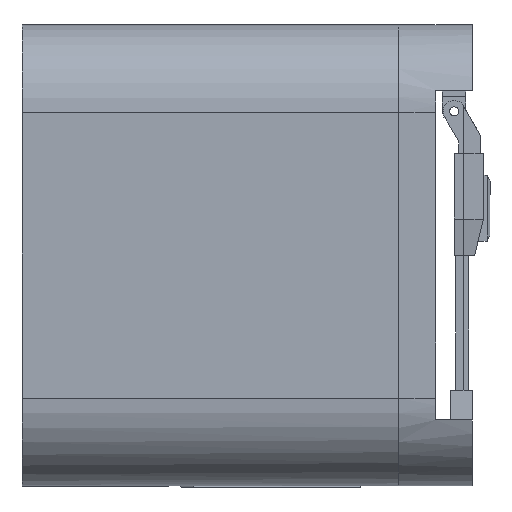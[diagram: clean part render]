
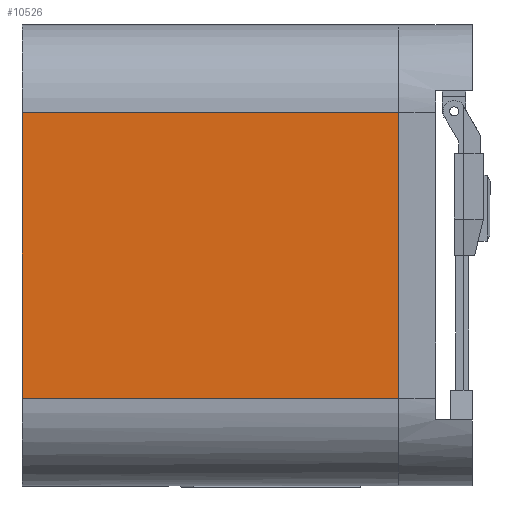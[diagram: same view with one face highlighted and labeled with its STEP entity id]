
A CAD part, left-side view. The second image highlights one B-rep face of the part: STEP entity #10526.
In plain terms, the highlighted planar face has unit normal (-1, 0, 0).
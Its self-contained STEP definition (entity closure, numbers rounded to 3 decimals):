
#576=PLANE('',#11229);
#1147=FACE_OUTER_BOUND('',#1723,.T.);
#1723=EDGE_LOOP('',(#8963,#8964,#8965,#8966));
#2762=LINE('',#16054,#3987);
#2795=LINE('',#16122,#4020);
#2796=LINE('',#16124,#4021);
#2797=LINE('',#16125,#4022);
#3987=VECTOR('',#13155,10.);
#4020=VECTOR('',#13222,10.);
#4021=VECTOR('',#13223,10.);
#4022=VECTOR('',#13224,10.);
#5147=VERTEX_POINT('',#16051);
#5148=VERTEX_POINT('',#16053);
#5166=VERTEX_POINT('',#16121);
#5167=VERTEX_POINT('',#16123);
#6479=EDGE_CURVE('',#5147,#5148,#2762,.T.);
#6516=EDGE_CURVE('',#5166,#5147,#2795,.T.);
#6517=EDGE_CURVE('',#5166,#5167,#2796,.T.);
#6518=EDGE_CURVE('',#5167,#5148,#2797,.T.);
#8963=ORIENTED_EDGE('',*,*,#6516,.F.);
#8964=ORIENTED_EDGE('',*,*,#6517,.T.);
#8965=ORIENTED_EDGE('',*,*,#6518,.T.);
#8966=ORIENTED_EDGE('',*,*,#6479,.F.);
#10526=ADVANCED_FACE('',(#1147),#576,.T.);
#11229=AXIS2_PLACEMENT_3D('',#16120,#13220,#13221);
#13155=DIRECTION('',(0.,0.,-1.));
#13220=DIRECTION('center_axis',(-1.,0.,0.));
#13221=DIRECTION('ref_axis',(0.,0.,
-1.));
#13222=DIRECTION('',(0.,-1.,0.));
#13223=DIRECTION('',(0.,0.,-1.));
#13224=DIRECTION('',(0.,-1.,0.));
#16051=CARTESIAN_POINT('',(-38.315,-78.385,167.366));
#16053=CARTESIAN_POINT('',(-38.315,-78.385,43.593));
#16054=CARTESIAN_POINT('',(-38.315,-78.385,138.003));
#16120=CARTESIAN_POINT('Origin',(-38.315,84.858,170.527));
#16121=CARTESIAN_POINT('',(-38.315,84.858,167.366));
#16122=CARTESIAN_POINT('',(-38.315,84.858,167.366));
#16123=CARTESIAN_POINT('',(-38.315,84.858,43.593));
#16124=CARTESIAN_POINT('',(-38.315,84.858,167.366));
#16125=CARTESIAN_POINT('',(-38.315,84.858,43.593));
